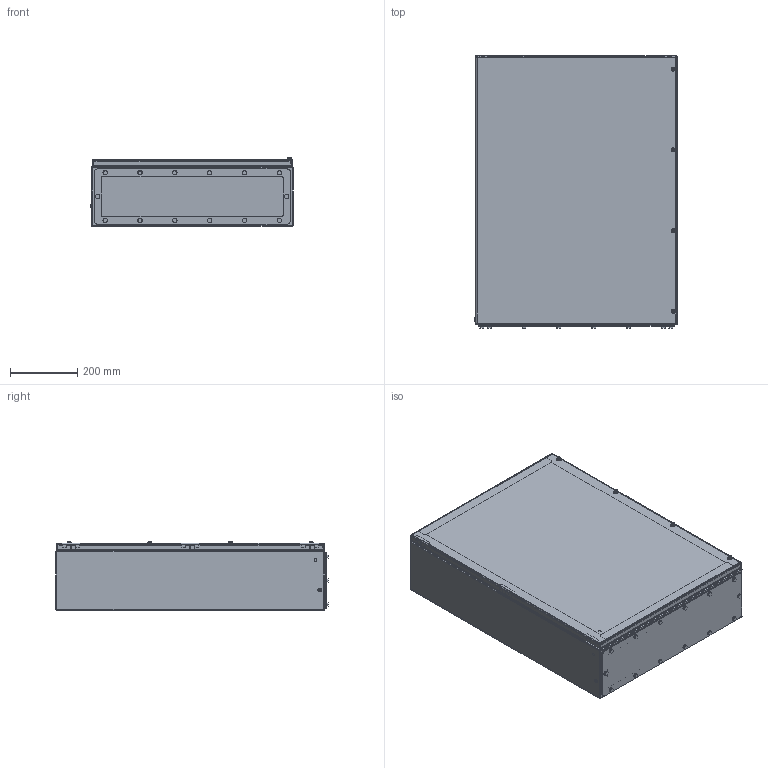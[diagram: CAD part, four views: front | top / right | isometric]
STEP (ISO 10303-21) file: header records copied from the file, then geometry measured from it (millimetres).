
FILE_DESCRIPTION(('CATIA V5R22 STEP214','CAx-IF Rec.Pracs.--- Model Styling and Organization---1.4--- 2014-01-23'),'2;1');
FILE_NAME ('1320882-13_2_8000071030_LD_8000071030_KEBX_HS_806020_S4B1_AK.stp','2022-02-04T09:16:45+00:00',('none'),('Weidmueller'),'CATIA Version 5-6 Release 2016 SP3 HF44','CATIA V5 STEP AP214','none');
FILE_SCHEMA(('AUTOMOTIVE_DESIGN { 1 0 10303 214 1 1 1 1 }'));
Products named in the file (1): HS KEBX 800X600X200 1GP
Bounding box: 601.5 x 810.25 x 207.1 mm (x, y, z)
Volume: 3184690.3 mm3; surface area: 3597301.9 mm2
Topology: 96 solids, 96 shells, 2077 faces, 4950 edges, 3182 vertices
Faces by surface type: plane 1216, cylinder 721, cone 52, torus 48, sphere 24, bspline 16
Entity records: 66580 total; most frequent: CARTESIAN_POINT 20036, ORIENTED_EDGE 9852, DIRECTION 8267, EDGE_CURVE 4926, VERTEX_POINT 3182, AXIS2_PLACEMENT_3D 3117, VECTOR 3090, LINE 3090
